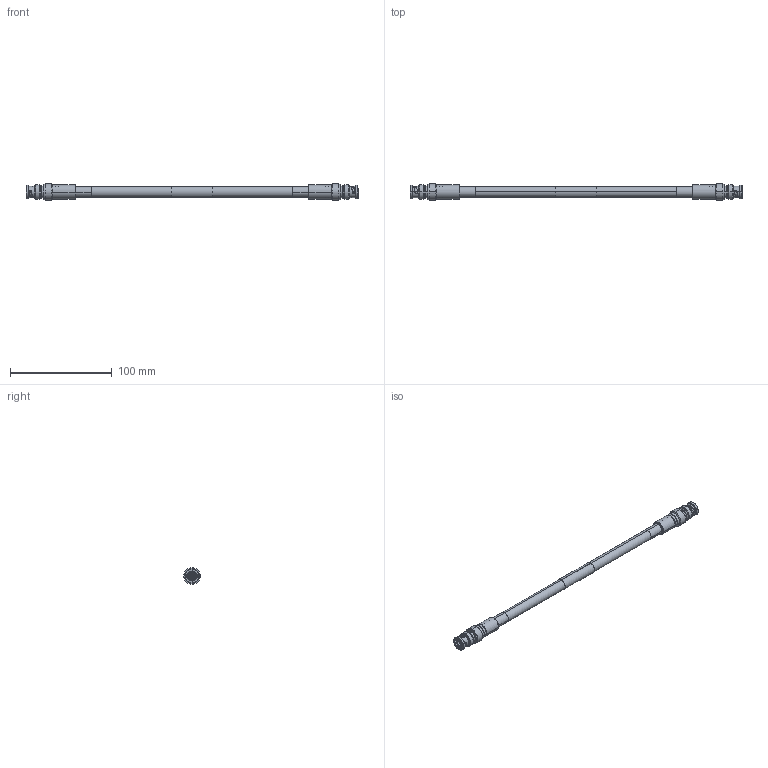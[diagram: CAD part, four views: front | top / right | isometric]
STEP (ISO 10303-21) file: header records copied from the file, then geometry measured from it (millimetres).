
FILE_DESCRIPTION (( 'STEP AP214' ), '1' );
FILE_NAME ('FMC00701_3D.step', '2023-02-23T03:23:52', ( '' ), ( '' ), 'SwSTEP 2.0', 'SolidWorks 2022', '' );
FILE_SCHEMA (( 'AUTOMOTIVE_DESIGN' ));
Length unit declared in the file: inch
Products named in the file (8): FMC00701_3D; Copy of TC-400-BM-X_body^TC-400-BM-X_FMC00701_with flange; Copy of TC-400-BM-X_insulator^TC-400-BM-X_FMC00701; Copy of TC-400-BM-X_c-contact^TC-400-BM-X_FMC00701; LMR-400-DB Ø.405 jacket^FMC00701; Copy of TC-400-BM-X_ferrule^TC-400-BM-X_FMC00701; TC-400-BM-X^FMC00701; heat shrink^FMC00701_conn 1
Assembly tree (9 placements, depth 3):
  FMC00701_3D
    LMR-400-DB Ø.405 jacket^FMC00701
    TC-400-BM-X^FMC00701  x2
      Copy of TC-400-BM-X_body^TC-400-BM-X_FMC00701_with flange
      Copy of TC-400-BM-X_c-contact^TC-400-BM-X_FMC00701
      Copy of TC-400-BM-X_insulator^TC-400-BM-X_FMC00701
      Copy of TC-400-BM-X_ferrule^TC-400-BM-X_FMC00701
    heat shrink^FMC00701_conn 1  x2
Bounding box: 325.62 x 15.99 x 15.99 mm (x, y, z)
Volume: 29878.5 mm3; surface area: 26886.3 mm2
Topology: 12 solids, 14 shells, 484 faces, 1080 edges, 652 vertices
Faces by surface type: cylinder 220, plane 120, cone 104, torus 20, bspline 16, sphere 4
Entity records: 7742 total; most frequent: CARTESIAN_POINT 1707, DIRECTION 1271, ORIENTED_EDGE 1094, EDGE_CURVE 547, AXIS2_PLACEMENT_3D 526, VERTEX_POINT 332, EDGE_LOOP 277, CIRCLE 274
